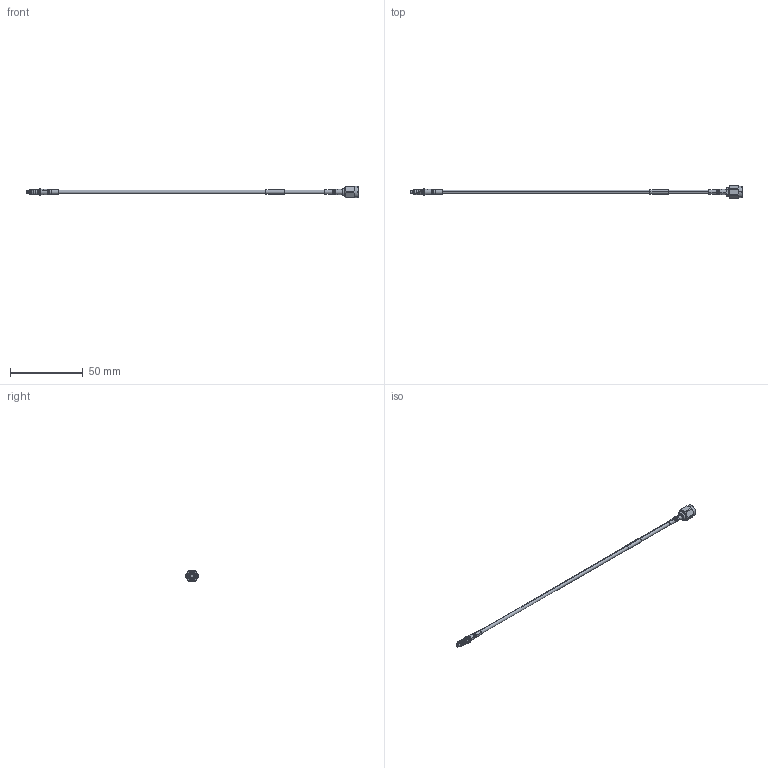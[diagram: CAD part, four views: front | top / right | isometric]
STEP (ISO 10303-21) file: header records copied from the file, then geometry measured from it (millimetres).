
FILE_DESCRIPTION (( 'STEP AP214' ), '1' );
FILE_NAME ('FMCA9742_3D.step', '2024-02-21T16:15:35', ( '' ), ( '' ), 'SwSTEP 2.0', 'SolidWorks 2022', '' );
FILE_SCHEMA (( 'AUTOMOTIVE_DESIGN' ));
Length unit declared in the file: inch
Products named in the file (6): CA-PE-P086_2_Heatshrink_LONG; FMCA9742_3D; PE45536; PE-P086HF_8 in Length; 1AW01-003_.110 ID; PE45415
Assembly tree (6 placements, depth 2):
  FMCA9742_3D
    PE-P086HF_8 in Length
    1AW01-003_.110 ID
    PE45536
    PE45415
    CA-PE-P086_2_Heatshrink_LONG  x2
Bounding box: 227.44 x 8.88 x 7.92 mm (x, y, z)
Volume: 1683.2 mm3; surface area: 3215.7 mm2
Topology: 8 solids, 8 shells, 239 faces, 584 edges, 371 vertices
Faces by surface type: cylinder 120, plane 58, cone 35, torus 20, bspline 6
Entity records: 9969 total; most frequent: CARTESIAN_POINT 4368, DIRECTION 1120, ORIENTED_EDGE 1080, EDGE_CURVE 540, AXIS2_PLACEMENT_3D 462, VERTEX_POINT 347, EDGE_LOOP 257, CIRCLE 242
